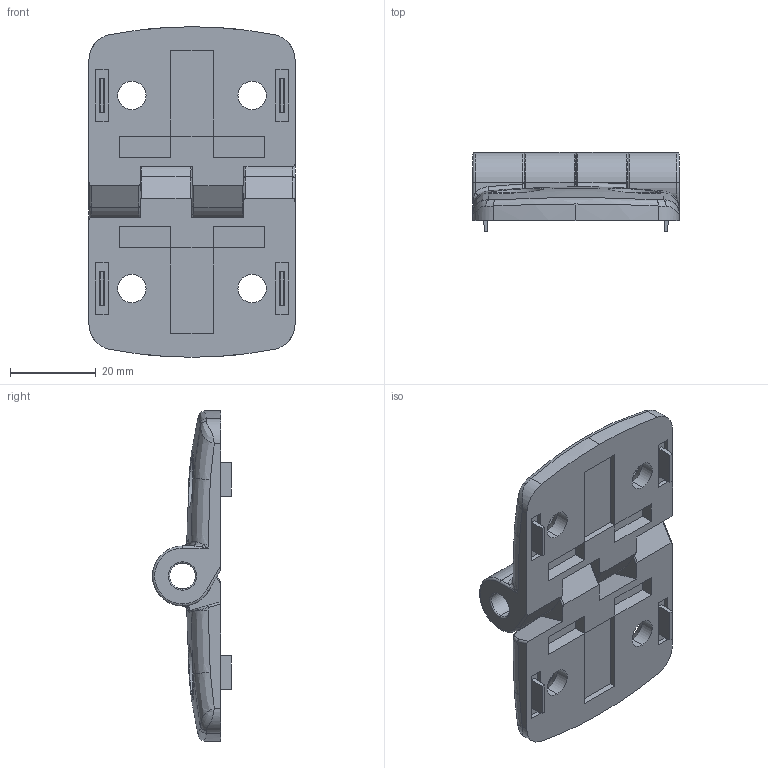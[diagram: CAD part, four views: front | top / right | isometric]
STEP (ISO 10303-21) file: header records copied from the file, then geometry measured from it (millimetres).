
FILE_DESCRIPTION (( 'STEP AP214' ), '1' );
FILE_NAME ('095k4040f08.STEP', '2014-08-13T12:05:26', ( '' ), ( '' ), 'SwSTEP 2.0', 'SolidWorks 2014', '' );
FILE_SCHEMA (( 'AUTOMOTIVE_DESIGN' ));
Length unit declared in the file: millimetre
Products named in the file (2): 095k40f00_095 k 40 f08; 095k4040f08
Assembly tree (2 placements, depth 2):
  095k4040f08
    095k40f00_095 k 40 f08  x2
Bounding box: 48 x 18.4 x 77 mm (x, y, z)
Volume: 23388.4 mm3; surface area: 12353.5 mm2
Topology: 2 solids, 2 shells, 226 faces, 574 edges, 356 vertices
Faces by surface type: plane 94, cylinder 56, bspline 46, torus 22, cone 8
Entity records: 4546 total; most frequent: CARTESIAN_POINT 1950, ORIENTED_EDGE 568, DIRECTION 467, EDGE_CURVE 284, VERTEX_POINT 178, AXIS2_PLACEMENT_3D 164, VECTOR 139, LINE 139
